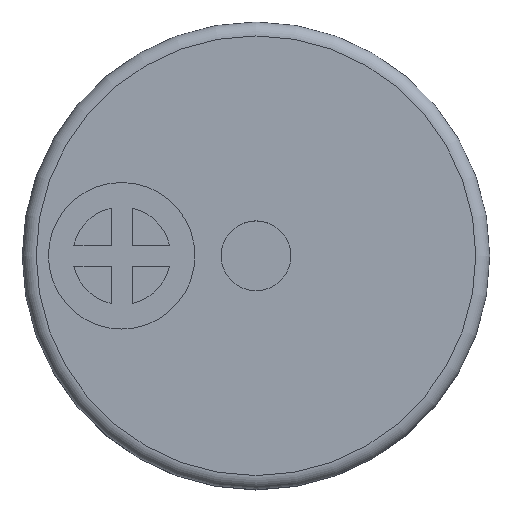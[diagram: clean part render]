
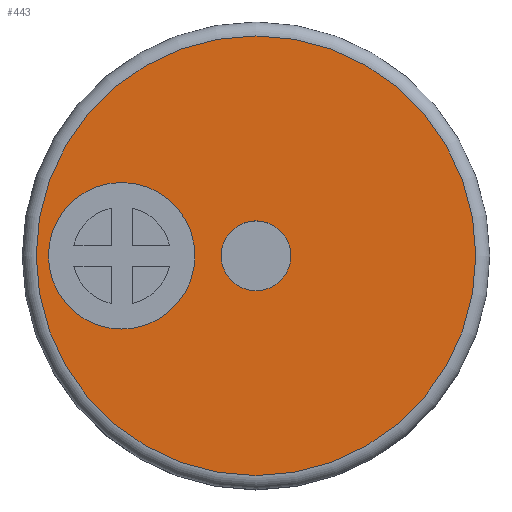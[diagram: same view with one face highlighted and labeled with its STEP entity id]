
A CAD part, top view. The second image highlights one B-rep face of the part: STEP entity #443.
In plain terms, the highlighted planar face has unit normal (0, 0, 1).
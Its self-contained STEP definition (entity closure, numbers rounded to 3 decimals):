
#103=FACE_BOUND('',#163,.T.);
#104=FACE_BOUND('',#164,.T.);
#109=PLANE('',#494);
#130=FACE_OUTER_BOUND('',#162,.T.);
#162=EDGE_LOOP('',(#327));
#163=EDGE_LOOP('',(#328));
#164=EDGE_LOOP('',(#329));
#199=CIRCLE('',#491,3.15);
#202=CIRCLE('',#495,0.5);
#203=CIRCLE('',#496,1.05);
#225=VERTEX_POINT('',#695);
#227=VERTEX_POINT('',#701);
#228=VERTEX_POINT('',#703);
#264=EDGE_CURVE('',#225,#225,#199,.T.);
#267=EDGE_CURVE('',#227,#227,#202,.T.);
#268=EDGE_CURVE('',#228,#228,#203,.T.);
#327=ORIENTED_EDGE('',*,*,#264,.F.);
#328=ORIENTED_EDGE('',*,*,#267,.T.);
#329=ORIENTED_EDGE('',*,*,#268,.T.);
#443=ADVANCED_FACE('',(#130,#103,#104),#109,.T.);
#491=AXIS2_PLACEMENT_3D('',#696,#550,#551);
#494=AXIS2_PLACEMENT_3D('',#700,#556,#557);
#495=AXIS2_PLACEMENT_3D('',#702,#558,#559);
#496=AXIS2_PLACEMENT_3D('',#704,#560,#561);
#550=DIRECTION('center_axis',(0.,0.,-1.));
#551=DIRECTION('ref_axis',(1.,0.,0.));
#556=DIRECTION('center_axis',(0.,0.,1.));
#557=DIRECTION('ref_axis',(1.,0.,0.));
#558=DIRECTION('center_axis',(0.,0.,-1.));
#559=DIRECTION('ref_axis',(-1.,0.,0.));
#560=DIRECTION('center_axis',(0.,0.,-1.));
#561=DIRECTION('ref_axis',(-1.,0.,0.));
#695=CARTESIAN_POINT('',(-3.15,0.,3.6));
#696=CARTESIAN_POINT('Origin',(0.,0.,3.6));
#700=CARTESIAN_POINT('Origin',(0.,0.,3.6));
#701=CARTESIAN_POINT('',(0.5,0.,3.6));
#702=CARTESIAN_POINT('Origin',(0.,0.,3.6));
#703=CARTESIAN_POINT('',(-0.875,0.,3.6));
#704=CARTESIAN_POINT('Origin',(-1.925,0.,3.6));
